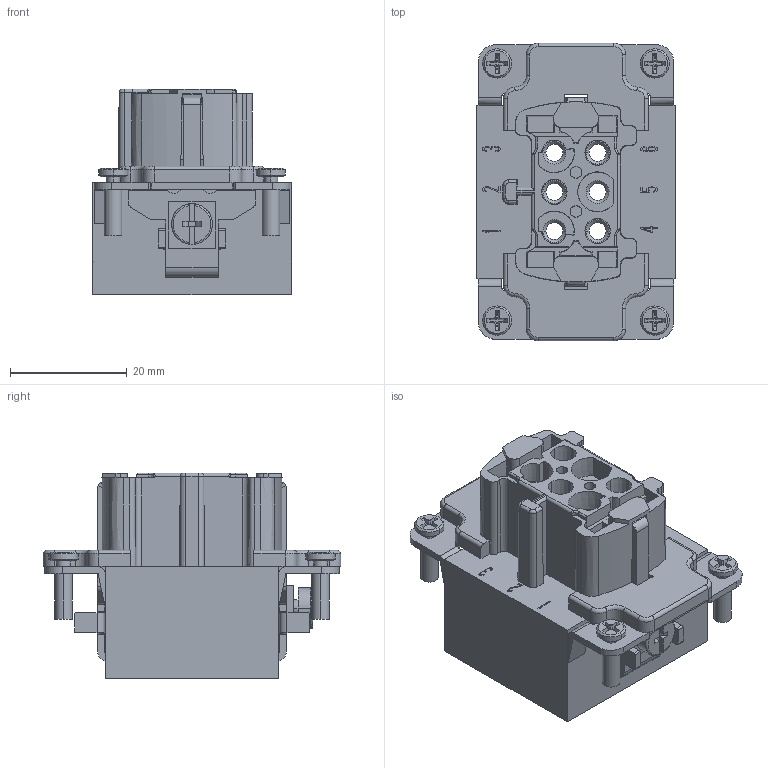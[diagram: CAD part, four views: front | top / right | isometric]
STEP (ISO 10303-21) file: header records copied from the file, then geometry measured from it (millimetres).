
FILE_DESCRIPTION((''),'2;1');
FILE_NAME('HE-006FS','2017-07-15T',('tl.yang'),(''),'PRO/ENGINEER BY PARAMETRIC TECHNOLOGY CORPORATION, 2011500','PRO/ENGINEER BY PARAMETRIC TECHNOLOGY CORPORATION, 2011500','');
FILE_SCHEMA(('CONFIG_CONTROL_DESIGN'));
Length unit declared in the file: millimetre
Products named in the file (1): HE-006FS
Bounding box: 33.9 x 50.9 x 35.2 mm (x, y, z)
Volume: 26070.4 mm3; surface area: 14604.2 mm2
Topology: 1 solids, 1 shells, 1123 faces, 3106 edges, 2028 vertices
Faces by surface type: plane 788, cylinder 184, cone 79, bspline 54, torus 18
Entity records: 37401 total; most frequent: CARTESIAN_POINT 8676, ORIENTED_EDGE 6212, DIRECTION 5594, EDGE_CURVE 3106, VECTOR 2392, LINE 2392, VERTEX_POINT 2028, AXIS2_PLACEMENT_3D 1601
